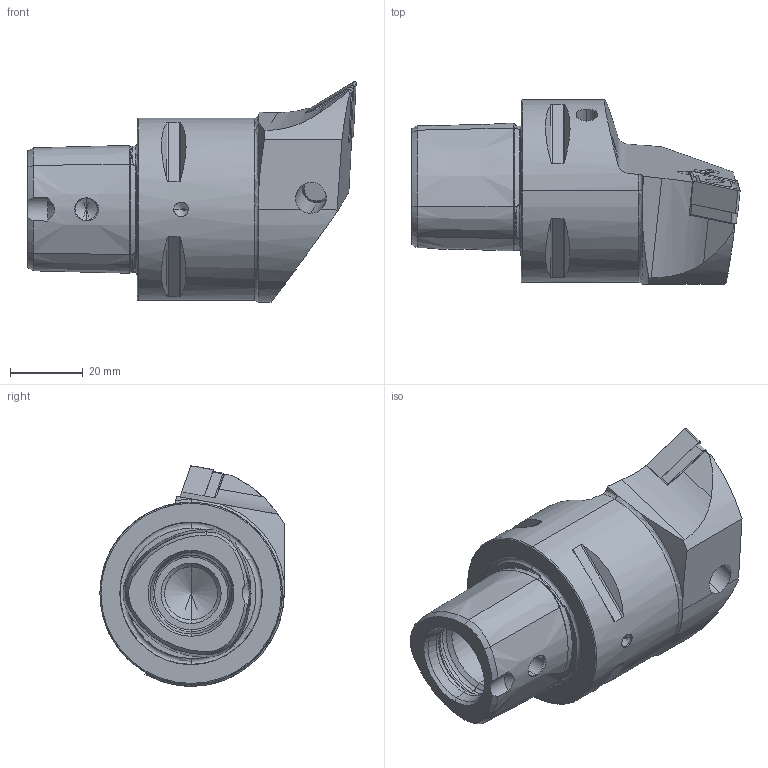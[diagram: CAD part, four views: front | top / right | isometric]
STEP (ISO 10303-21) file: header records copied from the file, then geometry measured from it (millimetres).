
FILE_DESCRIPTION (( 'STEP AP203' ), '1' );
FILE_NAME ('PS5-PDF.LUA.060.STEP', '2012-04-16T07:25:00', ( 'SwiAdmin' ), ( '' ), 'SwSTEP 2.0', 'SolidWorks 2012', '' );
FILE_SCHEMA (( 'CONFIG_CONTROL_DESIGN' ));
Length unit declared in the file: millimetre
Products named in the file (8): PS5-PDF.LUA.060; WDF-ER2.101.003_A; WCD-ER4.101.017_A; WCD-ER1.101.000; WDF-ER3.101.000_A; DNMG150604; KVT_MB_600_060; PS5-PDF.LUA.060_A
Assembly tree (7 placements, depth 2):
  PS5-PDF.LUA.060
    PS5-PDF.LUA.060_A
    KVT_MB_600_060
    DNMG150604
    WDF-ER3.101.000_A
    WCD-ER1.101.000
    WCD-ER4.101.017_A
    WDF-ER2.101.003_A
Bounding box: 90 x 50.5 x 60.5 mm (x, y, z)
Volume: 100886.3 mm3; surface area: 22733.4 mm2
Topology: 8 solids, 8 shells, 335 faces, 812 edges, 486 vertices
Faces by surface type: cone 108, plane 92, cylinder 81, torus 40, bspline 12, sphere 2
Entity records: 11537 total; most frequent: CARTESIAN_POINT 3172, ORIENTED_EDGE 1586, DIRECTION 1573, EDGE_CURVE 793, AXIS2_PLACEMENT_3D 620, VERTEX_POINT 483, EDGE_LOOP 358, ADVANCED_FACE 335
